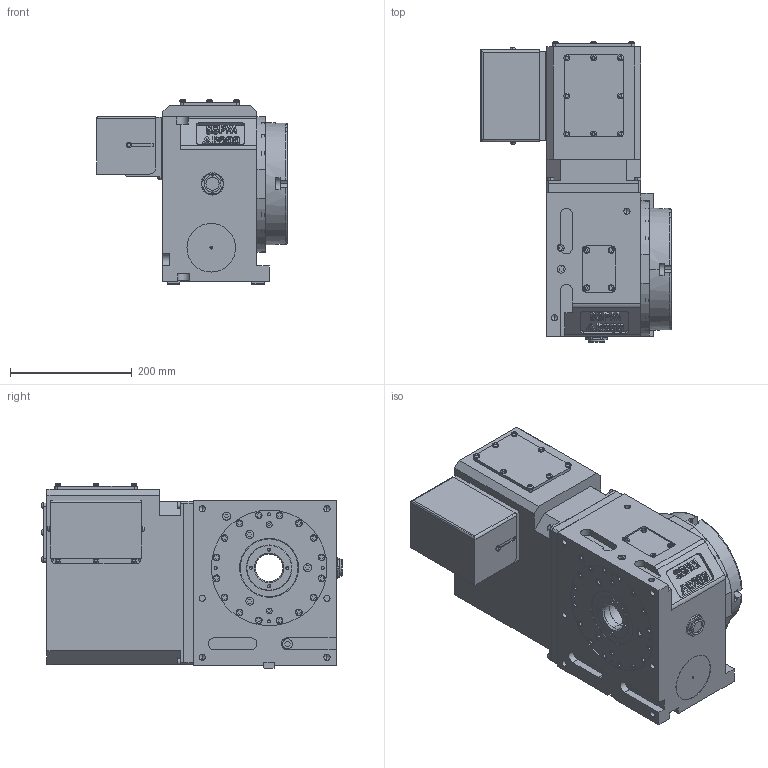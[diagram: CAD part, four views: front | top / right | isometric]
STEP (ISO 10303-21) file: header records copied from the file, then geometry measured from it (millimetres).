
FILE_DESCRIPTION (( 'STEP AP203' ), '1' );
FILE_NAME ('外型圖-AR200 .stp', '2025-06-26T05:16:10', ( '' ), ( '' ), 'SwSTEP 2.0', 'SolidWorks 2018', '' );
FILE_SCHEMA (( 'CONFIG_CONTROL_DESIGN' ));
Length unit declared in the file: millimetre
Products named in the file (1): 外型圖-AR200 
Bounding box: 313.34 x 493.5 x 303.13 mm (x, y, z)
Volume: 21591676.6 mm3; surface area: 870987.7 mm2
Topology: 3 solids, 3 shells, 1584 faces, 3827 edges, 2503 vertices
Faces by surface type: plane 922, cylinder 506, bspline 64, torus 52, cone 40
Entity records: 49587 total; most frequent: CARTESIAN_POINT 11847, DIRECTION 7866, ORIENTED_EDGE 7586, EDGE_CURVE 3793, AXIS2_PLACEMENT_3D 2690, VERTEX_POINT 2503, VECTOR 2486, LINE 2486
